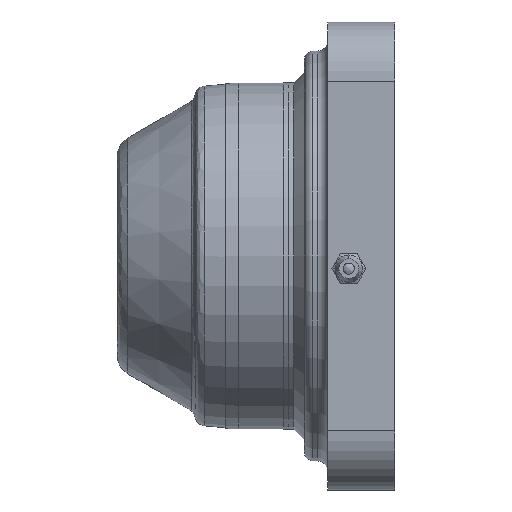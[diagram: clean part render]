
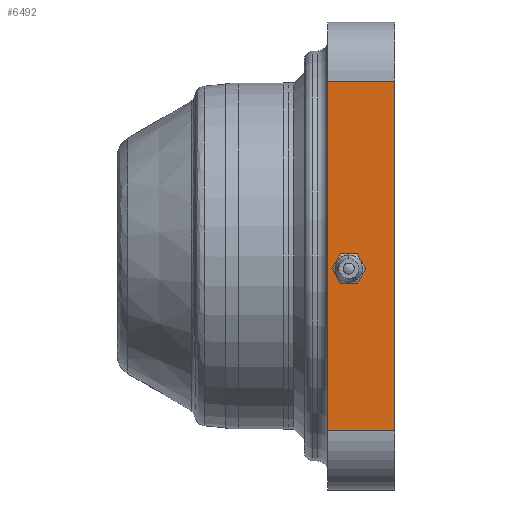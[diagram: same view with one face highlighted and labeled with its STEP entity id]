
A CAD part, left-side view. The second image highlights one B-rep face of the part: STEP entity #6492.
In plain terms, the highlighted planar face has unit normal (-1, 0, 0).
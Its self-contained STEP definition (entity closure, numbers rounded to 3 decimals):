
#291 = CARTESIAN_POINT ( 'NONE',  ( -55.5, -15.9, -41.5 ) ) ;
#699 = VERTEX_POINT ( 'NONE', #3516 ) ;
#1103 = PLANE ( 'NONE',  #8505 ) ;
#1394 = VERTEX_POINT ( 'NONE', #6117 ) ;
#1493 = EDGE_CURVE ( 'NONE', #699, #1846, #5154, .T. ) ;
#1846 = VERTEX_POINT ( 'NONE', #2626 ) ;
#2037 = DIRECTION ( 'NONE',  ( 0., 0., 1. ) ) ;
#2537 = FACE_OUTER_BOUND ( 'NONE', #5369, .T. ) ;
#2539 = ORIENTED_EDGE ( 'NONE', *, *, #3017, .T. ) ;
#2608 = DIRECTION ( 'NONE',  ( 0., 1., 0. ) ) ;
#2626 = CARTESIAN_POINT ( 'NONE',  ( -55.5, -15.9, 41.5 ) ) ;
#2798 = LINE ( 'NONE', #5631, #6763 ) ;
#3017 = EDGE_CURVE ( 'NONE', #1846, #5883, #2798, .T. ) ;
#3068 = VECTOR ( 'NONE', #2608, 1000. ) ;
#3097 = VECTOR ( 'NONE', #7974, 1000. ) ;
#3516 = CARTESIAN_POINT ( 'NONE',  ( -55.5, -15.9, -41.5 ) ) ;
#3664 = ORIENTED_EDGE ( 'NONE', *, *, #6854, .F. ) ;
#4217 = CARTESIAN_POINT ( 'NONE',  ( -55.5, -15.9, -41.5 ) ) ;
#5154 = LINE ( 'NONE', #291, #6153 ) ;
#5369 = EDGE_LOOP ( 'NONE', ( #6174, #3664, #5645, #2539 ) ) ;
#5631 = CARTESIAN_POINT ( 'NONE',  ( -55.5, -15.9, 41.5 ) ) ;
#5645 = ORIENTED_EDGE ( 'NONE', *, *, #1493, .T. ) ;
#5883 = VERTEX_POINT ( 'NONE', #7511 ) ;
#6117 = CARTESIAN_POINT ( 'NONE',  ( -55.5, 0., -41.5 ) ) ;
#6153 = VECTOR ( 'NONE', #7535, 1000. ) ;
#6174 = ORIENTED_EDGE ( 'NONE', *, *, #7772, .F. ) ;
#6492 = ADVANCED_FACE ( 'NONE', ( #2537 ), #1103, .T. ) ;
#6763 = VECTOR ( 'NONE', #7771, 1000. ) ;
#6854 = EDGE_CURVE ( 'NONE', #699, #1394, #9014, .T. ) ;
#6876 = CARTESIAN_POINT ( 'NONE',  ( -55.5, -15.9, -41.5 ) ) ;
#7254 = CARTESIAN_POINT ( 'NONE',  ( -55.5, 0., -41.5 ) ) ;
#7511 = CARTESIAN_POINT ( 'NONE',  ( -55.5, 0., 41.5 ) ) ;
#7535 = DIRECTION ( 'NONE',  ( 0., 0., 1. ) ) ;
#7729 = DIRECTION ( 'NONE',  ( -1., 0., 0. ) ) ;
#7771 = DIRECTION ( 'NONE',  ( 0., 1., 0. ) ) ;
#7772 = EDGE_CURVE ( 'NONE', #1394, #5883, #8756, .T. ) ;
#7974 = DIRECTION ( 'NONE',  ( 0., 0., 1. ) ) ;
#8505 = AXIS2_PLACEMENT_3D ( 'NONE', #6876, #7729, #2037 ) ;
#8756 = LINE ( 'NONE', #7254, #3097 ) ;
#9014 = LINE ( 'NONE', #4217, #3068 ) ;
